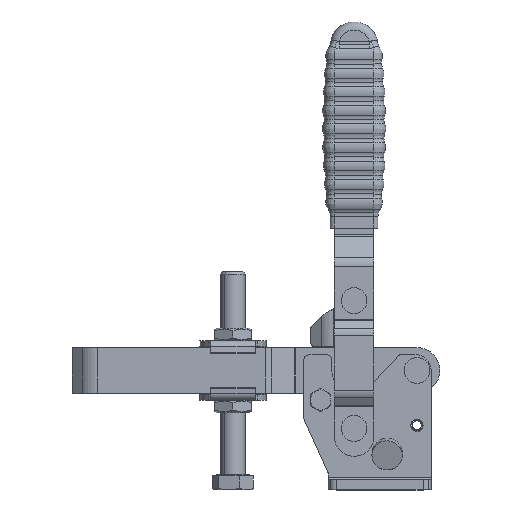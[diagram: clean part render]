
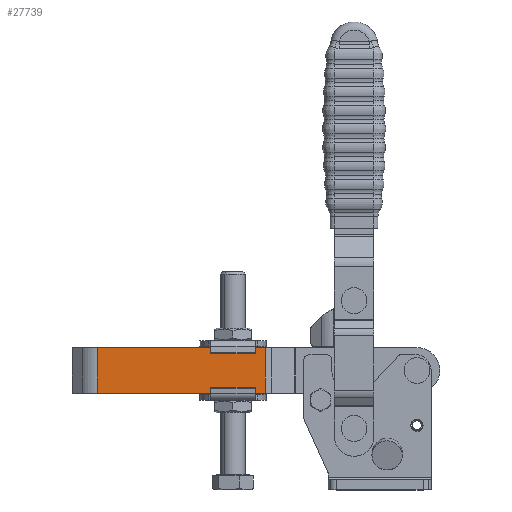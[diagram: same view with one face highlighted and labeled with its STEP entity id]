
A CAD part, top view. The second image highlights one B-rep face of the part: STEP entity #27739.
In plain terms, the highlighted planar face has unit normal (0, 0, 1).
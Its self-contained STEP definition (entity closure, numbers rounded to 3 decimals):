
#27682=CARTESIAN_POINT('',(-126.679,17.35,2.));
#27683=VERTEX_POINT('',#27682);
#27691=CARTESIAN_POINT('',(-126.679,39.85,2.));
#27692=VERTEX_POINT('',#27691);
#27693=CARTESIAN_POINT('',(-126.679,39.85,2.));
#27694=DIRECTION('',(0.0,-1.0,0.0));
#27695=VECTOR('',#27694,22.5);
#27696=LINE('',#27693,#27695);
#27697=EDGE_CURVE('',#27692,#27683,#27696,.T.);
#27709=CARTESIAN_POINT('',(-86.25,28.6,2.));
#27710=DIRECTION('',(0.0,0.0,1.0));
#27711=DIRECTION('',(1.0,0.0,0.0));
#27712=AXIS2_PLACEMENT_3D('',#27709,#27710,#27711);
#27713=PLANE('',#27712);
#27714=ORIENTED_EDGE('',*,*,#27697,.T.);
#27715=CARTESIAN_POINT('',(-43.75,17.35,2.));
#27716=VERTEX_POINT('',#27715);
#27717=CARTESIAN_POINT('',(-126.679,17.35,2.));
#27718=DIRECTION('',(1.0,0.0,0.0));
#27719=VECTOR('',#27718,82.929);
#27720=LINE('',#27717,#27719);
#27721=EDGE_CURVE('',#27683,#27716,#27720,.T.);
#27722=ORIENTED_EDGE('',*,*,#27721,.T.);
#27723=CARTESIAN_POINT('',(-43.75,39.85,2.));
#27724=VERTEX_POINT('',#27723);
#27725=CARTESIAN_POINT('',(-43.75,17.35,2.));
#27726=DIRECTION('',(0.0,1.0,0.0));
#27727=VECTOR('',#27726,22.5);
#27728=LINE('',#27725,#27727);
#27729=EDGE_CURVE('',#27716,#27724,#27728,.T.);
#27730=ORIENTED_EDGE('',*,*,#27729,.T.);
#27731=CARTESIAN_POINT('',(-43.75,39.85,2.));
#27732=DIRECTION('',(-1.0,0.0,0.0));
#27733=VECTOR('',#27732,82.929);
#27734=LINE('',#27731,#27733);
#27735=EDGE_CURVE('',#27724,#27692,#27734,.T.);
#27736=ORIENTED_EDGE('',*,*,#27735,.T.);
#27737=EDGE_LOOP('',(#27714,#27722,#27730,#27736));
#27738=FACE_OUTER_BOUND('',#27737,.T.);
#27739=ADVANCED_FACE('',(#27738),#27713,.T.);
